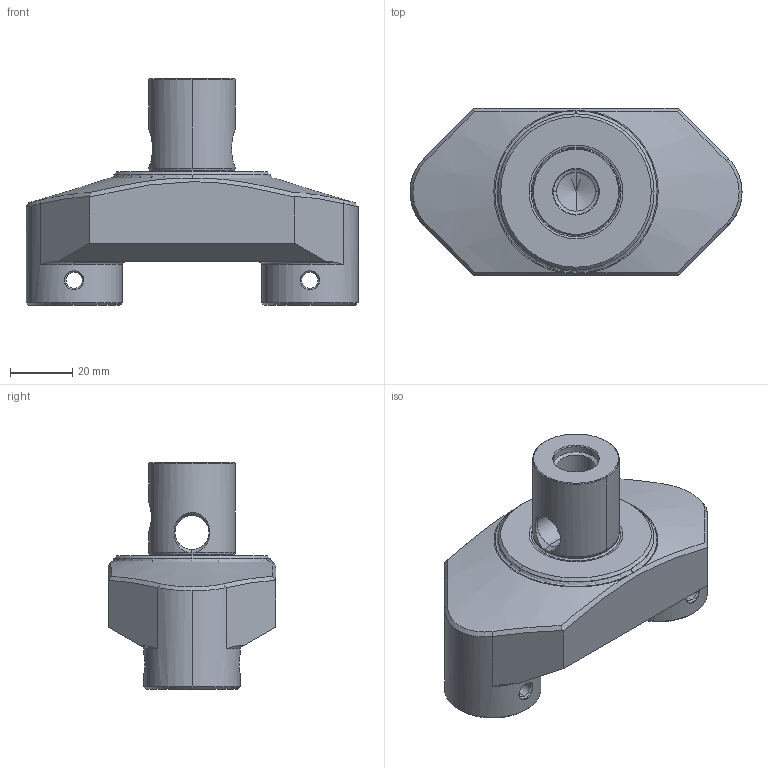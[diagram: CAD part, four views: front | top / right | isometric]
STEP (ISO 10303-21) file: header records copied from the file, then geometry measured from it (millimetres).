
FILE_DESCRIPTION(('no description'),'unknown implementation level');
FILE_NAME('6F335CB6-CACB-4260-B39B-8A7B4EDDD8AF_export.stp',' ',('CIMSOURCE GmbH'),('CADClick - KiM GmbH - www.kimweb.de'),'unknown preprocess','ACIS','unknown authorization');
FILE_SCHEMA(('automotive_design'));
Length unit declared in the file: millimetre
Products named in the file (1): NONE
Bounding box: 107 x 54 x 73 mm (x, y, z)
Volume: 140045.1 mm3; surface area: 26733.1 mm2
Topology: 1 solids, 1 shells, 205 faces, 520 edges, 311 vertices
Faces by surface type: cone 70, cylinder 70, plane 44, torus 13, bspline 8
Entity records: 13954 total; most frequent: CARTESIAN_POINT 3352, STYLED_ITEM 1027, PRESENTATION_STYLE_ASSIGNMENT 1027, COLOUR_RGB 1027, ORIENTED_EDGE 1024, DIRECTION 1019, EDGE_CURVE 512, CURVE_STYLE 512
